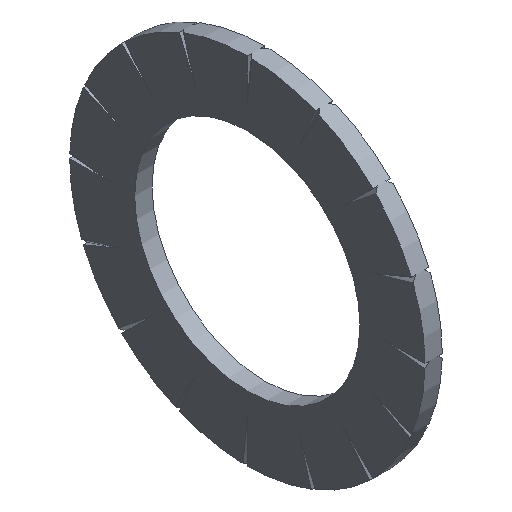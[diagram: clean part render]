
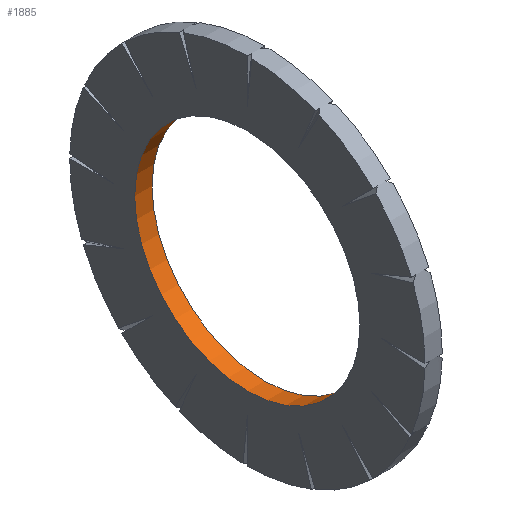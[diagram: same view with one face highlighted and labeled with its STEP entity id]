
A CAD part, isometric view. The second image highlights one B-rep face of the part: STEP entity #1885.
In plain terms, the highlighted cylindrical face has radius 6.5 mm (diameter 13 mm), a full revolution.
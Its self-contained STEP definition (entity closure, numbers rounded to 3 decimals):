
#189 = EDGE_CURVE ( 'NONE', #1819, #1819, #1182, .T. ) ;
#202 = DIRECTION ( 'NONE',  ( -1., 0., 0. ) ) ;
#213 = DIRECTION ( 'NONE',  ( 1., 0., 0. ) ) ;
#520 = CARTESIAN_POINT ( 'NONE',  ( 1., 0., 0. ) ) ;
#624 = CIRCLE ( 'NONE', #2239, 6.5 ) ;
#639 = CARTESIAN_POINT ( 'NONE',  ( 0., 0., 0. ) ) ;
#650 = CYLINDRICAL_SURFACE ( 'NONE', #2650, 6.5 ) ;
#745 = CARTESIAN_POINT ( 'NONE',  ( 1., 0., -6.5 ) ) ;
#876 = FACE_OUTER_BOUND ( 'NONE', #957, .T. ) ;
#881 = EDGE_LOOP ( 'NONE', ( #1204 ) ) ;
#902 = DIRECTION ( 'NONE',  ( 0., 0., 1. ) ) ;
#957 = EDGE_LOOP ( 'NONE', ( #1137 ) ) ;
#961 = VERTEX_POINT ( 'NONE', #1110 ) ;
#973 = DIRECTION ( 'NONE',  ( 1., 0., 0. ) ) ;
#1088 = DIRECTION ( 'NONE',  ( 0., 0., -1. ) ) ;
#1110 = CARTESIAN_POINT ( 'NONE',  ( 0., 0., -6.5 ) ) ;
#1137 = ORIENTED_EDGE ( 'NONE', *, *, #1966, .F. ) ;
#1182 = CIRCLE ( 'NONE', #2417, 6.5 ) ;
#1204 = ORIENTED_EDGE ( 'NONE', *, *, #189, .T. ) ;
#1313 = FACE_OUTER_BOUND ( 'NONE', #881, .T. ) ;
#1729 = CARTESIAN_POINT ( 'NONE',  ( 1., 0., 0. ) ) ;
#1819 = VERTEX_POINT ( 'NONE', #745 ) ;
#1885 = ADVANCED_FACE ( 'NONE', ( #1313, #876 ), #650, .F. ) ;
#1966 = EDGE_CURVE ( 'NONE', #961, #961, #624, .T. ) ;
#2239 = AXIS2_PLACEMENT_3D ( 'NONE', #639, #213, #1088 ) ;
#2417 = AXIS2_PLACEMENT_3D ( 'NONE', #520, #973, #2727 ) ;
#2650 = AXIS2_PLACEMENT_3D ( 'NONE', #1729, #202, #902 ) ;
#2727 = DIRECTION ( 'NONE',  ( 0., 0., -1. ) ) ;
